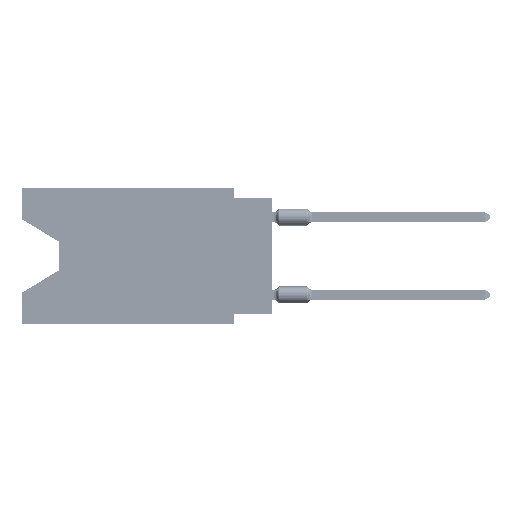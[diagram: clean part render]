
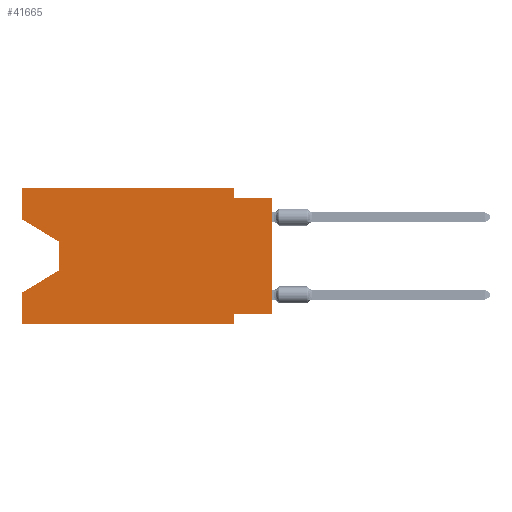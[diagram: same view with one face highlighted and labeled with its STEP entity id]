
A CAD part, left-side view. The second image highlights one B-rep face of the part: STEP entity #41665.
In plain terms, the highlighted planar face has unit normal (-1, 0, 0).
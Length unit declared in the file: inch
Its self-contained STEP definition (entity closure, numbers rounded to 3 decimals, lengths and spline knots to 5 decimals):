
#653 = EDGE_CURVE ( 'NONE', #29691, #10186, #50112, .T. ) ;
#1159 = EDGE_CURVE ( 'NONE', #80393, #70057, #58866, .T. ) ;
#1532 = LINE ( 'NONE', #51899, #84439 ) ;
#1698 = EDGE_CURVE ( 'NONE', #29691, #54095, #26435, .T. ) ;
#3596 = DIRECTION ( 'NONE',  ( 0., 0., 1. ) ) ;
#4375 = ORIENTED_EDGE ( 'NONE', *, *, #27195, .T. ) ;
#5010 = DIRECTION ( 'NONE',  ( 0., -1., 0. ) ) ;
#8058 = ORIENTED_EDGE ( 'NONE', *, *, #91282, .F. ) ;
#8860 = CARTESIAN_POINT ( 'NONE',  ( 0., 0.645, -0.08025 ) ) ;
#9380 = VECTOR ( 'NONE', #12123, 39.37008 ) ;
#10175 = ORIENTED_EDGE ( 'NONE', *, *, #69357, .T. ) ;
#10186 = VERTEX_POINT ( 'NONE', #53603 ) ;
#11737 = CARTESIAN_POINT ( 'NONE',  ( 0., 0.1, -0.325 ) ) ;
#12123 = DIRECTION ( 'NONE',  ( 0., 0.855, -0.519 ) ) ;
#13861 = CARTESIAN_POINT ( 'NONE',  ( 0., 0.1, 0. ) ) ;
#13984 = CARTESIAN_POINT ( 'NONE',  ( 0., 0.645, -0.35 ) ) ;
#15032 = LINE ( 'NONE', #50673, #26626 ) ;
#15115 = DIRECTION ( 'NONE',  ( 0., -1., 0. ) ) ;
#15371 = VECTOR ( 'NONE', #45564, 39.37008 ) ;
#15683 = VECTOR ( 'NONE', #64385, 39.37008 ) ;
#16202 = CARTESIAN_POINT ( 'NONE',  ( 0., 0.645, -0.08025 ) ) ;
#16217 = CARTESIAN_POINT ( 'NONE',  ( 0., 0.55, -0.212 ) ) ;
#19582 = CARTESIAN_POINT ( 'NONE',  ( 0., 0., -0.325 ) ) ;
#21402 = VERTEX_POINT ( 'NONE', #16217 ) ;
#22335 = EDGE_CURVE ( 'NONE', #52086, #21402, #60637, .T. ) ;
#24542 = CARTESIAN_POINT ( 'NONE',  ( 0., 0.645, 0. ) ) ;
#25026 = ORIENTED_EDGE ( 'NONE', *, *, #653, .T. ) ;
#25488 = CARTESIAN_POINT ( 'NONE',  ( 0., 0.55, -0.138 ) ) ;
#26405 = LINE ( 'NONE', #48242, #9380 ) ;
#26435 = LINE ( 'NONE', #24542, #34609 ) ;
#26484 = ORIENTED_EDGE ( 'NONE', *, *, #1698, .F. ) ;
#26505 = CARTESIAN_POINT ( 'NONE',  ( 0., 0.645, 0. ) ) ;
#26626 = VECTOR ( 'NONE', #34602, 39.37008 ) ;
#27195 = EDGE_CURVE ( 'NONE', #82285, #52086, #73969, .T. ) ;
#27454 = DIRECTION ( 'NONE',  ( 0., 0., -1. ) ) ;
#27502 = ORIENTED_EDGE ( 'NONE', *, *, #1159, .F. ) ;
#27928 = CARTESIAN_POINT ( 'NONE',  ( 0., 0.1, 0. ) ) ;
#29488 = VECTOR ( 'NONE', #71873, 39.37008 ) ;
#29691 = VERTEX_POINT ( 'NONE', #13984 ) ;
#32132 = DIRECTION ( 'NONE',  ( 0., 0., -1. ) ) ;
#32857 = ORIENTED_EDGE ( 'NONE', *, *, #70806, .F. ) ;
#34602 = DIRECTION ( 'NONE',  ( 0., 0., 1. ) ) ;
#34609 = VECTOR ( 'NONE', #3596, 39.37008 ) ;
#37265 = LINE ( 'NONE', #78656, #15683 ) ;
#37847 = DIRECTION ( 'NONE',  ( 0., -0.855, -0.519 ) ) ;
#38099 = VECTOR ( 'NONE', #5010, 39.37008 ) ;
#41665 = ADVANCED_FACE ( 'NONE', ( #72065 ), #56869, .F. ) ;
#42013 = ORIENTED_EDGE ( 'NONE', *, *, #67563, .F. ) ;
#44025 = DIRECTION ( 'NONE',  ( 0., 0., -1. ) ) ;
#45277 = DIRECTION ( 'NONE',  ( 0., 1., 0. ) ) ;
#45351 = VERTEX_POINT ( 'NONE', #19582 ) ;
#45564 = DIRECTION ( 'NONE',  ( 0., -1., 0. ) ) ;
#47937 = EDGE_LOOP ( 'NONE', ( #4375, #51391, #10175, #26484, #25026, #32857, #8058, #60769, #27502, #93628, #42013, #81115 ) ) ;
#48242 = CARTESIAN_POINT ( 'NONE',  ( 0., 0.55, -0.212 ) ) ;
#48663 = VERTEX_POINT ( 'NONE', #55084 ) ;
#50112 = LINE ( 'NONE', #92910, #38099 ) ;
#50669 = VECTOR ( 'NONE', #37847, 39.37008 ) ;
#50673 = CARTESIAN_POINT ( 'NONE',  ( 0., 0., 0. ) ) ;
#51391 = ORIENTED_EDGE ( 'NONE', *, *, #22335, .T. ) ;
#51538 = CARTESIAN_POINT ( 'NONE',  ( 0., 0.55, -0.138 ) ) ;
#51899 = CARTESIAN_POINT ( 'NONE',  ( 0., 0., -0.325 ) ) ;
#52086 = VERTEX_POINT ( 'NONE', #51538 ) ;
#53603 = CARTESIAN_POINT ( 'NONE',  ( 0., 0.1, -0.35 ) ) ;
#54095 = VERTEX_POINT ( 'NONE', #58931 ) ;
#54611 = VECTOR ( 'NONE', #15115, 39.37008 ) ;
#55084 = CARTESIAN_POINT ( 'NONE',  ( 0., 0.645, 0. ) ) ;
#56869 = PLANE ( 'NONE',  #92159 ) ;
#57542 = VECTOR ( 'NONE', #32132, 39.37008 ) ;
#57589 = CARTESIAN_POINT ( 'NONE',  ( 0., 0.645, 0. ) ) ;
#57883 = LINE ( 'NONE', #86425, #54611 ) ;
#57887 = EDGE_CURVE ( 'NONE', #82285, #48663, #70948, .T. ) ;
#58866 = LINE ( 'NONE', #87862, #15371 ) ;
#58931 = CARTESIAN_POINT ( 'NONE',  ( 0., 0.645, -0.26975 ) ) ;
#60637 = LINE ( 'NONE', #25488, #57542 ) ;
#60769 = ORIENTED_EDGE ( 'NONE', *, *, #75185, .T. ) ;
#64385 = DIRECTION ( 'NONE',  ( 0., 0., -1. ) ) ;
#67563 = EDGE_CURVE ( 'NONE', #48663, #68753, #57883, .T. ) ;
#68753 = VERTEX_POINT ( 'NONE', #13861 ) ;
#69357 = EDGE_CURVE ( 'NONE', #21402, #54095, #26405, .T. ) ;
#70057 = VERTEX_POINT ( 'NONE', #75122 ) ;
#70806 = EDGE_CURVE ( 'NONE', #71779, #10186, #37265, .T. ) ;
#70948 = LINE ( 'NONE', #57589, #29488 ) ;
#71779 = VERTEX_POINT ( 'NONE', #11737 ) ;
#71873 = DIRECTION ( 'NONE',  ( 0., 0., 1. ) ) ;
#72065 = FACE_OUTER_BOUND ( 'NONE', #47937, .T. ) ;
#73969 = LINE ( 'NONE', #8860, #50669 ) ;
#75122 = CARTESIAN_POINT ( 'NONE',  ( 0., 0., -0.025 ) ) ;
#75185 = EDGE_CURVE ( 'NONE', #45351, #70057, #15032, .T. ) ;
#77810 = DIRECTION ( 'NONE',  ( 1., 0., 0. ) ) ;
#78656 = CARTESIAN_POINT ( 'NONE',  ( 0., 0.1, -0.35 ) ) ;
#80393 = VERTEX_POINT ( 'NONE', #91454 ) ;
#81115 = ORIENTED_EDGE ( 'NONE', *, *, #57887, .F. ) ;
#82285 = VERTEX_POINT ( 'NONE', #16202 ) ;
#84439 = VECTOR ( 'NONE', #45277, 39.37008 ) ;
#86375 = EDGE_CURVE ( 'NONE', #68753, #80393, #93470, .T. ) ;
#86425 = CARTESIAN_POINT ( 'NONE',  ( 0., 0.645, 0. ) ) ;
#87862 = CARTESIAN_POINT ( 'NONE',  ( 0., 0., -0.025 ) ) ;
#89997 = VECTOR ( 'NONE', #44025, 39.37008 ) ;
#91282 = EDGE_CURVE ( 'NONE', #45351, #71779, #1532, .T. ) ;
#91454 = CARTESIAN_POINT ( 'NONE',  ( 0., 0.1, -0.025 ) ) ;
#92159 = AXIS2_PLACEMENT_3D ( 'NONE', #26505, #77810, #27454 ) ;
#92910 = CARTESIAN_POINT ( 'NONE',  ( 0., 0.645, -0.35 ) ) ;
#93470 = LINE ( 'NONE', #27928, #89997 ) ;
#93628 = ORIENTED_EDGE ( 'NONE', *, *, #86375, .F. ) ;
